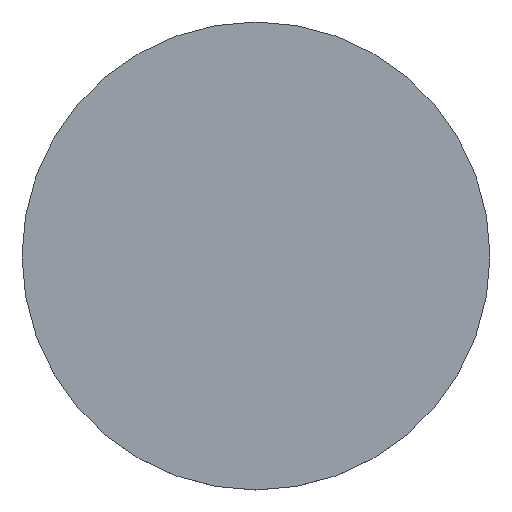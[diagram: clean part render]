
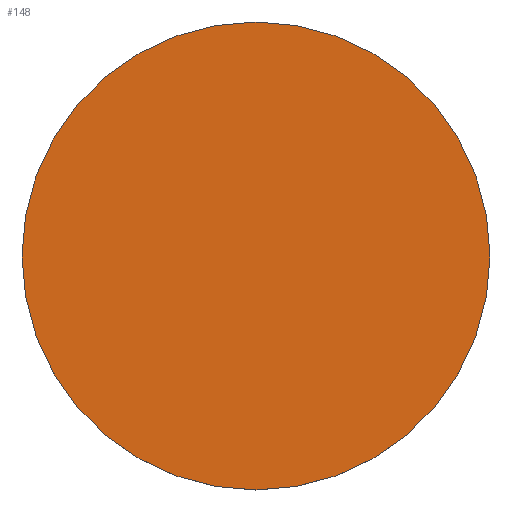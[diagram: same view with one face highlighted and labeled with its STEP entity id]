
A CAD part, top view. The second image highlights one B-rep face of the part: STEP entity #148.
In plain terms, the highlighted planar face has unit normal (0, 0, 1).
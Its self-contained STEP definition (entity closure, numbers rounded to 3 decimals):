
#3 = DIRECTION ( 'NONE',  ( 1., 0., 0. ) ) ;
#4 = DIRECTION ( 'NONE',  ( 1., 0., 0. ) ) ;
#13 = AXIS2_PLACEMENT_3D ( 'NONE', #124, #134, #3 ) ;
#18 = CARTESIAN_POINT ( 'NONE',  ( 0., 0., 0.2 ) ) ;
#19 = DIRECTION ( 'NONE',  ( 0., 0., 1. ) ) ;
#22 = VERTEX_POINT ( 'NONE', #171 ) ;
#27 = CARTESIAN_POINT ( 'NONE',  ( -2.5, 0., 0.2 ) ) ;
#30 = AXIS2_PLACEMENT_3D ( 'NONE', #18, #137, #111 ) ;
#59 = ORIENTED_EDGE ( 'NONE', *, *, #155, .T. ) ;
#61 = EDGE_LOOP ( 'NONE', ( #118, #59 ) ) ;
#68 = FACE_OUTER_BOUND ( 'NONE', #61, .T. ) ;
#82 = CARTESIAN_POINT ( 'NONE',  ( 0., 0., 0.2 ) ) ;
#86 = EDGE_CURVE ( 'NONE', #128, #22, #102, .T. ) ;
#89 = CIRCLE ( 'NONE', #13, 2.5 ) ;
#102 = CIRCLE ( 'NONE', #30, 2.5 ) ;
#111 = DIRECTION ( 'NONE',  ( 1., 0., 0. ) ) ;
#118 = ORIENTED_EDGE ( 'NONE', *, *, #86, .T. ) ;
#123 = AXIS2_PLACEMENT_3D ( 'NONE', #82, #19, #4 ) ;
#124 = CARTESIAN_POINT ( 'NONE',  ( 0., 0., 0.2 ) ) ;
#128 = VERTEX_POINT ( 'NONE', #27 ) ;
#134 = DIRECTION ( 'NONE',  ( 0., 0., 1. ) ) ;
#137 = DIRECTION ( 'NONE',  ( 0., 0., 1. ) ) ;
#148 = ADVANCED_FACE ( 'NONE', ( #68 ), #161, .T. ) ;
#155 = EDGE_CURVE ( 'NONE', #22, #128, #89, .T. ) ;
#161 = PLANE ( 'NONE',  #123 ) ;
#171 = CARTESIAN_POINT ( 'NONE',  ( 2.5, 0., 0.2 ) ) ;
